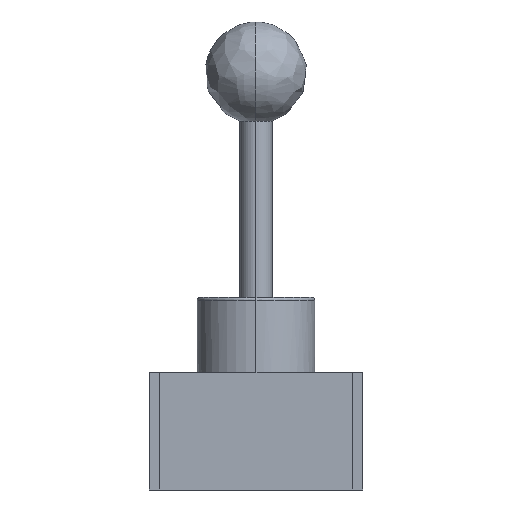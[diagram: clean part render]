
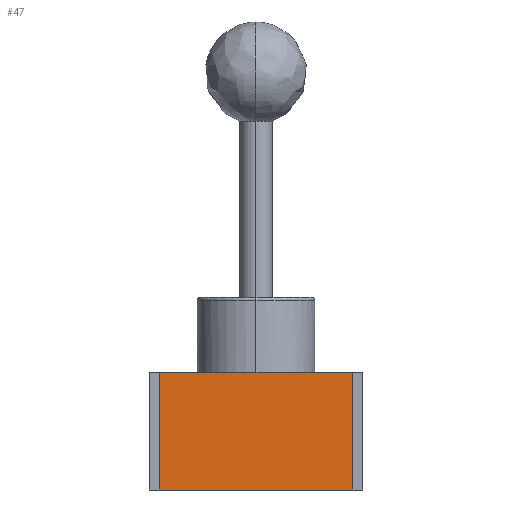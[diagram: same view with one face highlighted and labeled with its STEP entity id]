
A CAD part, left-side view. The second image highlights one B-rep face of the part: STEP entity #47.
In plain terms, the highlighted planar face has unit normal (-1, 0, 0).
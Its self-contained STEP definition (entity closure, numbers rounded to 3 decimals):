
#17 = DIRECTION ( 'NONE',  ( 0., 0., 1. ) ) ;
#34 = CARTESIAN_POINT ( 'NONE',  ( -96.995, -42., 94.398 ) ) ;
#47 = ADVANCED_FACE ( 'NONE', ( #438 ), #1593, .F. ) ;
#59 = EDGE_CURVE ( 'NONE', #154, #987, #2430, .T. ) ;
#63 = DIRECTION ( 'NONE',  ( 0., 0., -1. ) ) ;
#125 = ORIENTED_EDGE ( 'NONE', *, *, #59, .F. ) ;
#154 = VERTEX_POINT ( 'NONE', #1789 ) ;
#227 = VECTOR ( 'NONE', #2064, 1000. ) ;
#302 = CARTESIAN_POINT ( 'NONE',  ( -96.995, -24., 94.398 ) ) ;
#323 = VECTOR ( 'NONE', #17, 1000. ) ;
#438 = FACE_OUTER_BOUND ( 'NONE', #1228, .T. ) ;
#482 = CARTESIAN_POINT ( 'NONE',  ( -96.995, -24., 94.398 ) ) ;
#586 = EDGE_CURVE ( 'NONE', #987, #1330, #750, .T. ) ;
#588 = ORIENTED_EDGE ( 'NONE', *, *, #839, .F. ) ;
#592 = DIRECTION ( 'NONE',  ( 0., 1., 0. ) ) ;
#607 = DIRECTION ( 'NONE',  ( 0., -1., 0. ) ) ;
#614 = DIRECTION ( 'NONE',  ( 0., 1., 0. ) ) ;
#750 = LINE ( 'NONE', #302, #227 ) ;
#790 = LINE ( 'NONE', #1528, #1006 ) ;
#839 = EDGE_CURVE ( 'NONE', #2038, #1988, #2125, .T. ) ;
#987 = VERTEX_POINT ( 'NONE', #1057 ) ;
#1006 = VECTOR ( 'NONE', #607, 1000. ) ;
#1057 = CARTESIAN_POINT ( 'NONE',  ( -96.995, -6., 94.398 ) ) ;
#1200 = EDGE_CURVE ( 'NONE', #1988, #154, #1813, .T. ) ;
#1208 = DIRECTION ( 'NONE',  ( 1., 0., 0. ) ) ;
#1228 = EDGE_LOOP ( 'NONE', ( #1737, #2162, #125, #1919, #588 ) ) ;
#1330 = VERTEX_POINT ( 'NONE', #482 ) ;
#1336 = CARTESIAN_POINT ( 'NONE',  ( -96.995, -42., 72.398 ) ) ;
#1372 = CARTESIAN_POINT ( 'NONE',  ( -96.995, -24., 72.398 ) ) ;
#1386 = CARTESIAN_POINT ( 'NONE',  ( -96.995, -42., 72.398 ) ) ;
#1421 = VECTOR ( 'NONE', #63, 1000. ) ;
#1528 = CARTESIAN_POINT ( 'NONE',  ( -96.995, -24., 94.398 ) ) ;
#1593 = PLANE ( 'NONE',  #2007 ) ;
#1737 = ORIENTED_EDGE ( 'NONE', *, *, #2045, .F. ) ;
#1777 = VECTOR ( 'NONE', #592, 1000. ) ;
#1789 = CARTESIAN_POINT ( 'NONE',  ( -96.995, -6., 72.398 ) ) ;
#1813 = LINE ( 'NONE', #1372, #1777 ) ;
#1919 = ORIENTED_EDGE ( 'NONE', *, *, #1200, .F. ) ;
#1987 = CARTESIAN_POINT ( 'NONE',  ( -96.995, -42., 83.398 ) ) ;
#1988 = VERTEX_POINT ( 'NONE', #1336 ) ;
#2007 = AXIS2_PLACEMENT_3D ( 'NONE', #1386, #1208, #614 ) ;
#2038 = VERTEX_POINT ( 'NONE', #34 ) ;
#2045 = EDGE_CURVE ( 'NONE', #1330, #2038, #790, .T. ) ;
#2064 = DIRECTION ( 'NONE',  ( 0., -1., 0. ) ) ;
#2125 = LINE ( 'NONE', #1987, #1421 ) ;
#2149 = CARTESIAN_POINT ( 'NONE',  ( -96.995, -6., 83.398 ) ) ;
#2162 = ORIENTED_EDGE ( 'NONE', *, *, #586, .F. ) ;
#2430 = LINE ( 'NONE', #2149, #323 ) ;
